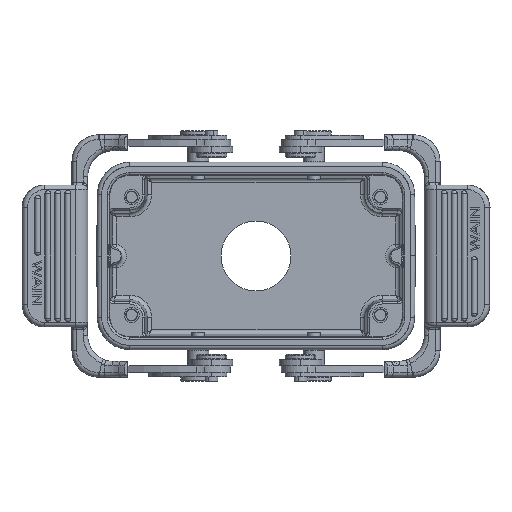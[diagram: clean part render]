
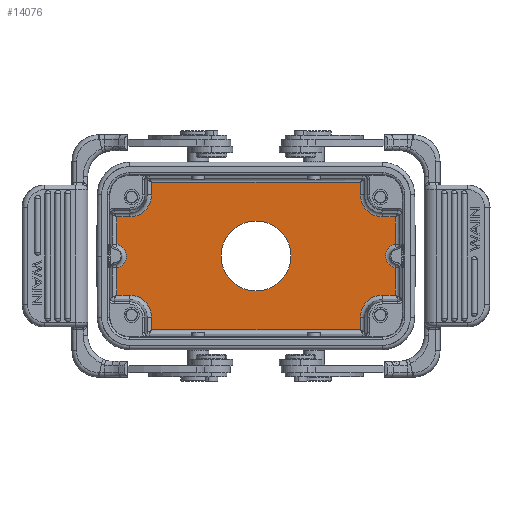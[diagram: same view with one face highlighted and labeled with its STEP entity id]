
A CAD part, front view. The second image highlights one B-rep face of the part: STEP entity #14076.
In plain terms, the highlighted planar face has unit normal (0, -1, 0).
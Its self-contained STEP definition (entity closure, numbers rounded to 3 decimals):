
#7986=PLANE('',#36956);
#8813=FACE_BOUND('',#17273,.T.);
#8814=FACE_BOUND('',#17274,.T.);
#9552=LINE('',#46926,#11768);
#9553=LINE('',#46928,#11769);
#9554=LINE('',#46931,#11770);
#9555=LINE('',#46948,#11771);
#9556=LINE('',#46950,#11772);
#9557=LINE('',#46954,#11773);
#9558=LINE('',#46956,#11774);
#9559=LINE('',#46958,#11775);
#9560=LINE('',#46962,#11776);
#9561=LINE('',#46964,#11777);
#9562=LINE('',#46980,#11778);
#9563=LINE('',#46984,#11779);
#9564=LINE('',#46986,#11780);
#9565=LINE('',#46988,#11781);
#11768=VECTOR('',#39502,1.);
#11769=VECTOR('',#39505,1.);
#11770=VECTOR('',#39506,1.);
#11771=VECTOR('',#39507,1.);
#11772=VECTOR('',#39508,1.);
#11773=VECTOR('',#39511,1.);
#11774=VECTOR('',#39512,1.);
#11775=VECTOR('',#39513,1.);
#11776=VECTOR('',#39516,1.);
#11777=VECTOR('',#39517,1.);
#11778=VECTOR('',#39518,1.);
#11779=VECTOR('',#39521,1.);
#11780=VECTOR('',#39522,1.);
#11781=VECTOR('',#39523,1.);
#14076=ADVANCED_FACE('',(#8813,#8814),#7986,.F.);
#17273=EDGE_LOOP('',(#20200,#20201,#20202,#20203,#20204,#20205,#20206,#20207,
#20208,#20209,#20210,#20211,#20212,#20213,#20214,#20215,#20216,#20217,#20218,
#20219));
#17274=EDGE_LOOP('',(#20220,#20221));
#19106=B_SPLINE_CURVE_WITH_KNOTS('',3,(#46933,#46934,#46935,#46936,#46937,
#46938,#46939,#46940,#46941,#46942,#46943,#46944,#46945,#46946),
 .UNSPECIFIED.,.F.,.F.,(4,1,1,1,1,1,1,1,1,1,1,4),(0.,0.091,0.182,
0.273,0.364,0.455,0.545,0.636,
0.727,0.818,0.909,1.),.UNSPECIFIED.);
#19107=B_SPLINE_CURVE_WITH_KNOTS('',3,(#46966,#46967,#46968,#46969,#46970,
#46971,#46972,#46973,#46974,#46975,#46976,#46977,#46978,#46979),
 .UNSPECIFIED.,.F.,.F.,(4,1,1,1,1,1,1,1,1,1,1,4),(0.,0.091,0.182,
0.273,0.364,0.455,0.545,0.636,
0.727,0.818,0.909,1.),.UNSPECIFIED.);
#20200=ORIENTED_EDGE('',*,*,#31604,.T.);
#20201=ORIENTED_EDGE('',*,*,#31605,.T.);
#20202=ORIENTED_EDGE('',*,*,#31606,.F.);
#20203=ORIENTED_EDGE('',*,*,#31607,.T.);
#20204=ORIENTED_EDGE('',*,*,#31608,.T.);
#20205=ORIENTED_EDGE('',*,*,#31609,.F.);
#20206=ORIENTED_EDGE('',*,*,#31610,.T.);
#20207=ORIENTED_EDGE('',*,*,#31611,.T.);
#20208=ORIENTED_EDGE('',*,*,#31612,.T.);
#20209=ORIENTED_EDGE('',*,*,#31613,.F.);
#20210=ORIENTED_EDGE('',*,*,#31614,.T.);
#20211=ORIENTED_EDGE('',*,*,#31615,.T.);
#20212=ORIENTED_EDGE('',*,*,#31616,.F.);
#20213=ORIENTED_EDGE('',*,*,#31603,.T.);
#20214=ORIENTED_EDGE('',*,*,#31617,.T.);
#20215=ORIENTED_EDGE('',*,*,#31618,.F.);
#20216=ORIENTED_EDGE('',*,*,#31619,.T.);
#20217=ORIENTED_EDGE('',*,*,#31620,.T.);
#20218=ORIENTED_EDGE('',*,*,#31621,.T.);
#20219=ORIENTED_EDGE('',*,*,#31622,.F.);
#20220=ORIENTED_EDGE('',*,*,#31623,.F.);
#20221=ORIENTED_EDGE('',*,*,#31624,.F.);
#28749=VERTEX_POINT('',#46901);
#28753=VERTEX_POINT('',#46925);
#28754=VERTEX_POINT('',#46929);
#28755=VERTEX_POINT('',#46930);
#28756=VERTEX_POINT('',#46932);
#28757=VERTEX_POINT('',#46947);
#28758=VERTEX_POINT('',#46949);
#28759=VERTEX_POINT('',#46951);
#28760=VERTEX_POINT('',#46953);
#28761=VERTEX_POINT('',#46955);
#28762=VERTEX_POINT('',#46957);
#28763=VERTEX_POINT('',#46959);
#28764=VERTEX_POINT('',#46961);
#28765=VERTEX_POINT('',#46963);
#28766=VERTEX_POINT('',#46965);
#28767=VERTEX_POINT('',#46981);
#28768=VERTEX_POINT('',#46983);
#28769=VERTEX_POINT('',#46985);
#28770=VERTEX_POINT('',#46987);
#28771=VERTEX_POINT('',#46989);
#28772=VERTEX_POINT('',#46992);
#28773=VERTEX_POINT('',#46993);
#31603=EDGE_CURVE('',#28749,#28753,#9552,.T.);
#31604=EDGE_CURVE('',#28754,#28755,#9553,.T.);
#31605=EDGE_CURVE('',#28755,#28756,#9554,.T.);
#31606=EDGE_CURVE('',#28757,#28756,#19106,.T.);
#31607=EDGE_CURVE('',#28757,#28758,#9555,.T.);
#31608=EDGE_CURVE('',#28758,#28759,#9556,.T.);
#31609=EDGE_CURVE('',#28760,#28759,#35885,.T.);
#31610=EDGE_CURVE('',#28760,#28761,#9557,.T.);
#31611=EDGE_CURVE('',#28761,#28762,#9558,.T.);
#31612=EDGE_CURVE('',#28762,#28763,#9559,.T.);
#31613=EDGE_CURVE('',#28764,#28763,#35886,.T.);
#31614=EDGE_CURVE('',#28764,#28765,#9560,.T.);
#31615=EDGE_CURVE('',#28765,#28766,#9561,.T.);
#31616=EDGE_CURVE('',#28749,#28766,#19107,.T.);
#31617=EDGE_CURVE('',#28753,#28767,#9562,.T.);
#31618=EDGE_CURVE('',#28768,#28767,#35887,.T.);
#31619=EDGE_CURVE('',#28768,#28769,#9563,.T.);
#31620=EDGE_CURVE('',#28769,#28770,#9564,.T.);
#31621=EDGE_CURVE('',#28770,#28771,#9565,.T.);
#31622=EDGE_CURVE('',#28754,#28771,#35888,.T.);
#31623=EDGE_CURVE('',#28772,#28773,#35889,.T.);
#31624=EDGE_CURVE('',#28773,#28772,#35890,.T.);
#35885=CIRCLE('',#36950,5.053);
#35886=CIRCLE('',#36951,5.053);
#35887=CIRCLE('',#36952,5.053);
#35888=CIRCLE('',#36953,5.053);
#35889=CIRCLE('',#36954,8.);
#35890=CIRCLE('',#36955,8.);
#36950=AXIS2_PLACEMENT_3D('',#46952,#39509,#39510);
#36951=AXIS2_PLACEMENT_3D('',#46960,#39514,#39515);
#36952=AXIS2_PLACEMENT_3D('',#46982,#39519,#39520);
#36953=AXIS2_PLACEMENT_3D('',#46990,#39524,#39525);
#36954=AXIS2_PLACEMENT_3D('',#46991,#39526,#39527);
#36955=AXIS2_PLACEMENT_3D('',#46994,#39528,#39529);
#36956=AXIS2_PLACEMENT_3D('',#46995,#39530,#39531);
#39502=DIRECTION('',(0.,0.,-1.));
#39505=DIRECTION('',(1.,0.,0.));
#39506=DIRECTION('',(0.,0.,1.));
#39507=DIRECTION('',(0.,0.,1.));
#39508=DIRECTION('',(-1.,0.,0.));
#39509=DIRECTION('',(0.,-1.,0.));
#39510=DIRECTION('',(-1.,0.,0.));
#39511=DIRECTION('',(0.,0.,1.));
#39512=DIRECTION('',(-1.,0.,0.));
#39513=DIRECTION('',(0.,0.,-1.));
#39514=DIRECTION('',(0.,-1.,0.));
#39515=DIRECTION('',(0.,0.,-1.));
#39516=DIRECTION('',(-1.,0.,0.));
#39517=DIRECTION('',(0.,0.,-1.));
#39518=DIRECTION('',(1.,0.,0.));
#39519=DIRECTION('',(0.,-1.,0.));
#39520=DIRECTION('',(1.,0.,0.));
#39521=DIRECTION('',(0.,0.,-1.));
#39522=DIRECTION('',(1.,0.,0.));
#39523=DIRECTION('',(0.,0.,1.));
#39524=DIRECTION('',(0.,-1.,0.));
#39525=DIRECTION('',(0.,0.,1.));
#39526=DIRECTION('',(0.,-1.,0.));
#39527=DIRECTION('',(0.,0.,-1.));
#39528=DIRECTION('',(0.,-1.,0.));
#39529=DIRECTION('',(0.,0.,1.));
#39530=DIRECTION('',(0.,1.,0.));
#39531=DIRECTION('',(0.,0.,-1.));
#46901=CARTESIAN_POINT('',(-31.947,19.35,-2.717));
#46925=CARTESIAN_POINT('',(-31.947,19.35,-8.947));
#46926=CARTESIAN_POINT('',(-31.947,19.35,-2.717));
#46928=CARTESIAN_POINT('',(29.,19.35,-8.947));
#46929=CARTESIAN_POINT('',(29.,19.35,-8.947));
#46930=CARTESIAN_POINT('',(31.947,19.35,-8.947));
#46931=CARTESIAN_POINT('',(31.947,19.35,-8.947));
#46932=CARTESIAN_POINT('',(31.947,19.35,-2.715));
#46933=CARTESIAN_POINT('',(31.947,19.35,2.717));
#46934=CARTESIAN_POINT('',(31.707,19.35,2.665));
#46935=CARTESIAN_POINT('',(31.259,19.35,2.513));
#46936=CARTESIAN_POINT('',(30.674,19.35,2.124));
#46937=CARTESIAN_POINT('',(30.213,19.35,1.615));
#46938=CARTESIAN_POINT('',(29.89,19.35,1.015));
#46939=CARTESIAN_POINT('',(29.721,19.35,0.347));
#46940=CARTESIAN_POINT('',(29.72,19.35,-0.337));
#46941=CARTESIAN_POINT('',(29.887,19.35,-1.006));
#46942=CARTESIAN_POINT('',(30.207,19.35,-1.608));
#46943=CARTESIAN_POINT('',(30.671,19.35,-2.121));
#46944=CARTESIAN_POINT('',(31.255,19.35,-2.512));
#46945=CARTESIAN_POINT('',(31.705,19.35,-2.664));
#46946=CARTESIAN_POINT('',(31.947,19.35,-2.715));
#46947=CARTESIAN_POINT('',(31.947,19.35,2.717));
#46948=CARTESIAN_POINT('',(31.947,19.35,2.717));
#46949=CARTESIAN_POINT('',(31.947,19.35,8.947));
#46950=CARTESIAN_POINT('',(31.947,19.35,8.947));
#46951=CARTESIAN_POINT('',(29.,19.35,8.947));
#46952=CARTESIAN_POINT('',(29.,19.35,14.));
#46953=CARTESIAN_POINT('',(23.947,19.35,14.));
#46954=CARTESIAN_POINT('',(23.947,19.35,14.));
#46955=CARTESIAN_POINT('',(23.947,19.35,16.947));
#46956=CARTESIAN_POINT('',(23.947,19.35,16.947));
#46957=CARTESIAN_POINT('',(-23.947,19.35,16.947));
#46958=CARTESIAN_POINT('',(-23.947,19.35,16.947));
#46959=CARTESIAN_POINT('',(-23.947,19.35,14.));
#46960=CARTESIAN_POINT('',(-29.,19.35,14.));
#46961=CARTESIAN_POINT('',(-29.,19.35,8.947));
#46962=CARTESIAN_POINT('',(-29.,19.35,8.947));
#46963=CARTESIAN_POINT('',(-31.947,19.35,8.947));
#46964=CARTESIAN_POINT('',(-31.947,19.35,8.947));
#46965=CARTESIAN_POINT('',(-31.947,19.35,2.715));
#46966=CARTESIAN_POINT('',(-31.947,19.35,-2.717));
#46967=CARTESIAN_POINT('',(-31.707,19.35,-2.665));
#46968=CARTESIAN_POINT('',(-31.259,19.35,-2.513));
#46969=CARTESIAN_POINT('',(-30.674,19.35,-2.124));
#46970=CARTESIAN_POINT('',(-30.213,19.35,-1.615));
#46971=CARTESIAN_POINT('',(-29.891,19.35,-1.015));
#46972=CARTESIAN_POINT('',(-29.721,19.35,-0.348));
#46973=CARTESIAN_POINT('',(-29.72,19.35,0.336));
#46974=CARTESIAN_POINT('',(-29.887,19.35,1.006));
#46975=CARTESIAN_POINT('',(-30.207,19.35,1.608));
#46976=CARTESIAN_POINT('',(-30.671,19.35,2.121));
#46977=CARTESIAN_POINT('',(-31.255,19.35,2.512));
#46978=CARTESIAN_POINT('',(-31.705,19.35,2.664));
#46979=CARTESIAN_POINT('',(-31.947,19.35,2.715));
#46980=CARTESIAN_POINT('',(-31.947,19.35,-8.947));
#46981=CARTESIAN_POINT('',(-29.,19.35,-8.947));
#46982=CARTESIAN_POINT('',(-29.,19.35,-14.));
#46983=CARTESIAN_POINT('',(-23.947,19.35,-14.));
#46984=CARTESIAN_POINT('',(-23.947,19.35,-14.));
#46985=CARTESIAN_POINT('',(-23.947,19.35,-16.947));
#46986=CARTESIAN_POINT('',(-23.947,19.35,-16.947));
#46987=CARTESIAN_POINT('',(23.947,19.35,-16.947));
#46988=CARTESIAN_POINT('',(23.947,19.35,-16.947));
#46989=CARTESIAN_POINT('',(23.947,19.35,-14.));
#46990=CARTESIAN_POINT('',(29.,19.35,-14.));
#46991=CARTESIAN_POINT('',(0.,19.35,0.));
#46992=CARTESIAN_POINT('',(0.,19.35,-8.));
#46993=CARTESIAN_POINT('',(0.,19.35,8.));
#46994=CARTESIAN_POINT('',(0.,19.35,0.));
#46995=CARTESIAN_POINT('',(0.,19.35,0.));
